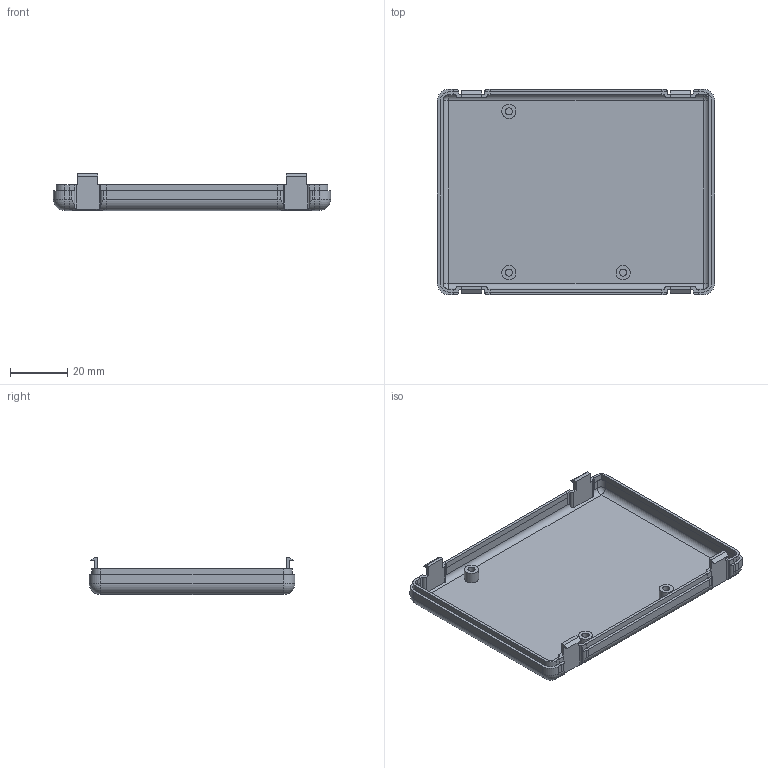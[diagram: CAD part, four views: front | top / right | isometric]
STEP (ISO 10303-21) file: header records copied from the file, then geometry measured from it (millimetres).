
FILE_DESCRIPTION(('FreeCAD Model'),'2;1');
FILE_NAME('Open CASCADE Shape Model','2024-06-27T20:03:12',('Author'),( ''),'Open CASCADE STEP processor 7.6','FreeCAD','Unknown');
FILE_SCHEMA(('AUTOMOTIVE_DESIGN { 1 0 10303 214 1 1 1 1 }'));
Length unit declared in the file: millimetre
Products named in the file (1): PB087-bottomCase
Bounding box: 97 x 72 x 13 mm (x, y, z)
Volume: 17093 mm3; surface area: 18931.4 mm2
Topology: 1 solids, 1 shells, 198 faces, 530 edges, 332 vertices
Faces by surface type: plane 133, cylinder 57, sphere 8
Full cylindrical faces by diameter (mm): 2.5 x3, 5 x3
Entity records: 15319 total; most frequent: CARTESIAN_POINT 5038, DIRECTION 1853, LINE 1184, VECTOR 1184, ORIENTED_EDGE 1044, PCURVE 1044, DEFINITIONAL_REPRESENTATION 1044, EDGE_CURVE 522
